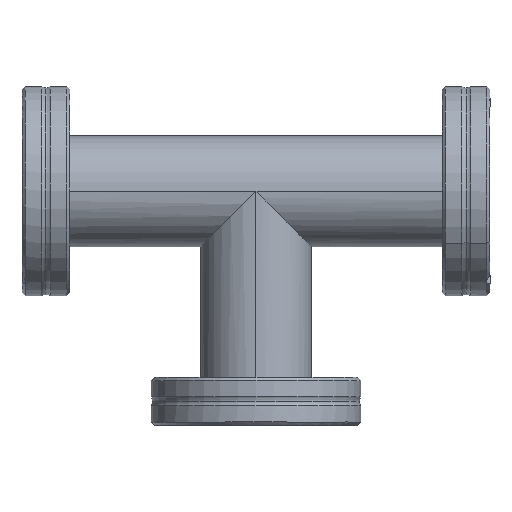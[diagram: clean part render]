
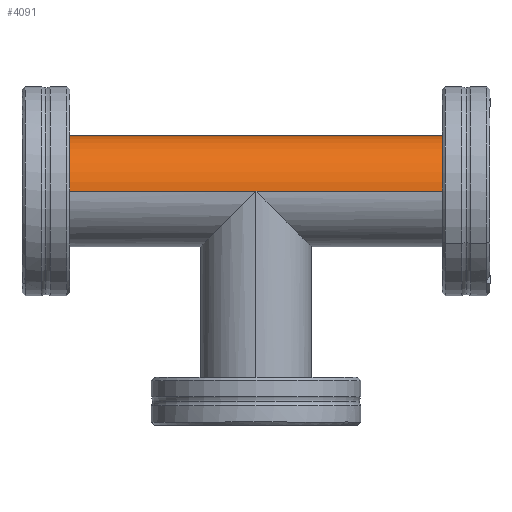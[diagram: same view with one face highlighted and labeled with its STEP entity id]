
A CAD part, top view. The second image highlights one B-rep face of the part: STEP entity #4091.
In plain terms, the highlighted cylindrical face has radius 9 mm (diameter 18 mm), a partial arc.
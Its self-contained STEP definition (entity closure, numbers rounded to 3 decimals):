
#3 = EDGE_LOOP ( 'NONE', ( #6486, #6254, #6644, #6052, #6060, #6043 ) ) ;
#158 = DIRECTION ( 'NONE',  ( 0., 0., 1. ) ) ;
#245 = LINE ( 'NONE', #7162, #4126 ) ;
#276 = CIRCLE ( 'NONE', #2252, 9. ) ;
#311 = CARTESIAN_POINT ( 'NONE',  ( 33.7, 0., -9. ) ) ;
#481 = CARTESIAN_POINT ( 'NONE',  ( 67.4, 0., 0. ) ) ;
#502 = DIRECTION ( 'NONE',  ( -1., 0., 0. ) ) ;
#548 = DIRECTION ( 'NONE',  ( 0., 0., -1. ) ) ;
#560 = CARTESIAN_POINT ( 'NONE',  ( 75., 0., 0. ) ) ;
#699 = DIRECTION ( 'NONE',  ( -1., 0., 0. ) ) ;
#735 = CARTESIAN_POINT ( 'NONE',  ( 67.4, 0., -9. ) ) ;
#737 = CARTESIAN_POINT ( 'NONE',  ( 75., 0., 9. ) ) ;
#768 = CARTESIAN_POINT ( 'NONE',  ( 0., 0., 9. ) ) ;
#887 = DIRECTION ( 'NONE',  ( -1., 0., 0. ) ) ;
#1323 = AXIS2_PLACEMENT_3D ( 'NONE', #560, #2144, #158 ) ;
#1874 = VECTOR ( 'NONE', #1955, 1000. ) ;
#1947 = LINE ( 'NONE', #3260, #1874 ) ;
#1955 = DIRECTION ( 'NONE',  ( -1., 0., 0. ) ) ;
#2027 = CYLINDRICAL_SURFACE ( 'NONE', #1323, 9. ) ;
#2130 = AXIS2_PLACEMENT_3D ( 'NONE', #481, #502, #548 ) ;
#2144 = DIRECTION ( 'NONE',  ( -1., 0., 0. ) ) ;
#2191 = EDGE_CURVE ( 'NONE', #5118, #6597, #276, .T. ) ;
#2205 = LINE ( 'NONE', #6247, #3550 ) ;
#2252 = AXIS2_PLACEMENT_3D ( 'NONE', #4743, #887, #4770 ) ;
#2845 = EDGE_CURVE ( 'NONE', #3516, #4028, #7008, .T. ) ;
#2860 = EDGE_CURVE ( 'NONE', #6978, #5118, #6769, .T. ) ;
#3220 = EDGE_CURVE ( 'NONE', #6904, #6597, #245, .T. ) ;
#3260 = CARTESIAN_POINT ( 'NONE',  ( 75., 0., 9. ) ) ;
#3277 = EDGE_CURVE ( 'NONE', #3516, #6978, #1947, .T. ) ;
#3516 = VERTEX_POINT ( 'NONE', #6500 ) ;
#3550 = VECTOR ( 'NONE', #6099, 1000. ) ;
#4028 = VERTEX_POINT ( 'NONE', #735 ) ;
#4091 = ADVANCED_FACE ( 'NONE', ( #5559 ), #2027, .T. ) ;
#4126 = VECTOR ( 'NONE', #4219, 1000. ) ;
#4219 = DIRECTION ( 'NONE',  ( -1., 0., 0. ) ) ;
#4292 = EDGE_CURVE ( 'NONE', #4028, #6904, #2205, .T. ) ;
#4396 = CARTESIAN_POINT ( 'NONE',  ( 33.7, 0., 9. ) ) ;
#4743 = CARTESIAN_POINT ( 'NONE',  ( 0., 0., 0. ) ) ;
#4770 = DIRECTION ( 'NONE',  ( 0., 0., 1. ) ) ;
#5118 = VERTEX_POINT ( 'NONE', #768 ) ;
#5559 = FACE_OUTER_BOUND ( 'NONE', #3, .T. ) ;
#6043 = ORIENTED_EDGE ( 'NONE', *, *, #3277, .F. ) ;
#6052 = ORIENTED_EDGE ( 'NONE', *, *, #2191, .F. ) ;
#6060 = ORIENTED_EDGE ( 'NONE', *, *, #2860, .F. ) ;
#6099 = DIRECTION ( 'NONE',  ( -1., 0., 0. ) ) ;
#6247 = CARTESIAN_POINT ( 'NONE',  ( 75., 0., -9. ) ) ;
#6254 = ORIENTED_EDGE ( 'NONE', *, *, #4292, .T. ) ;
#6486 = ORIENTED_EDGE ( 'NONE', *, *, #2845, .T. ) ;
#6500 = CARTESIAN_POINT ( 'NONE',  ( 67.4, 0., 9. ) ) ;
#6597 = VERTEX_POINT ( 'NONE', #6925 ) ;
#6644 = ORIENTED_EDGE ( 'NONE', *, *, #3220, .T. ) ;
#6688 = VECTOR ( 'NONE', #699, 1000. ) ;
#6769 = LINE ( 'NONE', #737, #6688 ) ;
#6904 = VERTEX_POINT ( 'NONE', #311 ) ;
#6925 = CARTESIAN_POINT ( 'NONE',  ( 0., 0., -9. ) ) ;
#6978 = VERTEX_POINT ( 'NONE', #4396 ) ;
#7008 = CIRCLE ( 'NONE', #2130, 9. ) ;
#7162 = CARTESIAN_POINT ( 'NONE',  ( 75., 0., -9. ) ) ;
